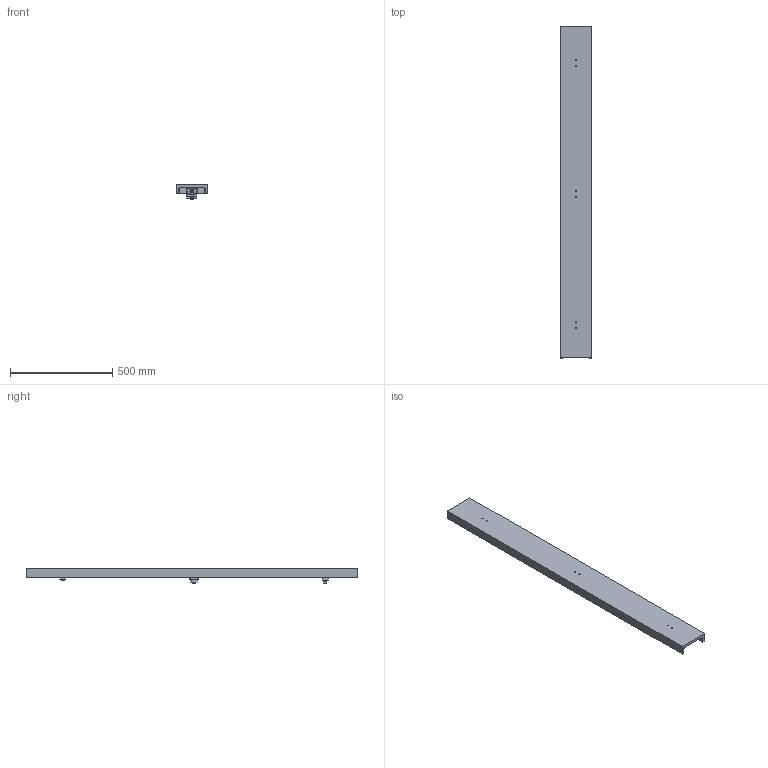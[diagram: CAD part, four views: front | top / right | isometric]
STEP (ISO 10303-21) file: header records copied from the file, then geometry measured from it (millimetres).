
FILE_DESCRIPTION(/* description */ ('Alibre Inc.'),/* implementation_level */ '2;1');
FILE_NAME(/* name */ 'export0',/* time_stamp */ '2013-08-14T10:03:13+02:00',/* author */ (''),/* organization */ (''),/* preprocessor_version */ 'ST-DEVELOPER v14',/* originating_system */ 'Alibre',/* authorisation */ '');
FILE_SCHEMA (('CONFIG_CONTROL_DESIGN'));
Length unit declared in the file: centimetre
Products named in the file (11): Bobst Mex SA; KUNDERT AG; ID_1; Bossard
Bounding box: 155.92 x 1620 x 76.49 mm (x, y, z)
Volume: 8272550.9 mm3; surface area: 1212921.3 mm2
Topology: 36 solids, 36 shells, 939 faces, 2025 edges, 1140 vertices
Faces by surface type: plane 569, cone 126, revolution 96, cylinder 76, bspline 36, torus 36
Full cylindrical faces by diameter (mm): 5 x6, 5.5 x6, 6 x6, 6.4 x6, 6.8 x3, 8 x3, 11 x6, 16 x4
Entity records: 10511 total; most frequent: CARTESIAN_POINT 3522, ORIENTED_EDGE 1010, DIRECTION 1002, EDGE_CURVE 505, AXIS2_PLACEMENT_3D 415, VECTOR 308, LINE 308, VERTEX_POINT 305
